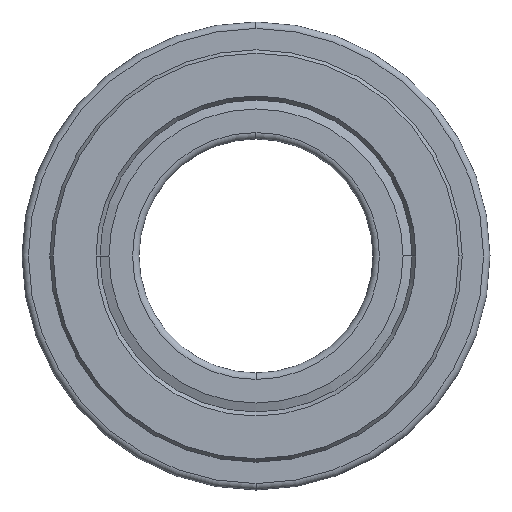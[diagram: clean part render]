
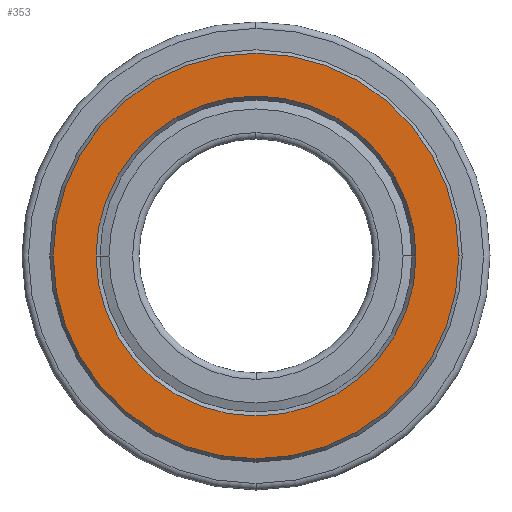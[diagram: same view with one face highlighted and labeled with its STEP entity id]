
A CAD part, left-side view. The second image highlights one B-rep face of the part: STEP entity #353.
In plain terms, the highlighted planar face has unit normal (-1, 0, 0).
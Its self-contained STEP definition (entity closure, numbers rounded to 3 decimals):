
#353=ADVANCED_FACE('',(#987,#988),#989,.T.);
#987=FACE_OUTER_BOUND('',#1650,.T.);
#988=FACE_BOUND('',#1651,.T.);
#989=PLANE('',#1652);
#1650=EDGE_LOOP('',(#3898,#3899));
#1651=EDGE_LOOP('',(#3900,#3901));
#1652=AXIS2_PLACEMENT_3D('',#3902,#3903,#3904);
#3898=ORIENTED_EDGE('',*,*,#4754,.F.);
#3899=ORIENTED_EDGE('',*,*,#4784,.F.);
#3900=ORIENTED_EDGE('',*,*,#4783,.T.);
#3901=ORIENTED_EDGE('',*,*,#4757,.T.);
#3902=CARTESIAN_POINT('',(0.,31.006,0.0));
#3903=DIRECTION('',(-1.0,0.0,0.0));
#3904=DIRECTION('',(0.0,-1.0,0.0));
#4754=EDGE_CURVE('',#5989,#5991,#5992,.T.);
#4757=EDGE_CURVE('',#5997,#5994,#5998,.T.);
#4783=EDGE_CURVE('',#5994,#5997,#6037,.T.);
#4784=EDGE_CURVE('',#5991,#5989,#6038,.T.);
#5989=VERTEX_POINT('',#11658);
#5991=VERTEX_POINT('',#11661);
#5992=CIRCLE('',#11662,34.663);
#5994=VERTEX_POINT('',#11665);
#5997=VERTEX_POINT('',#11669);
#5998=CIRCLE('',#11670,27.349);
#6037=CIRCLE('',#11720,27.349);
#6038=CIRCLE('',#11721,34.663);
#11658=CARTESIAN_POINT('',(0.,34.663,0.0));
#11661=CARTESIAN_POINT('',(0.,-34.663,0.));
#11662=AXIS2_PLACEMENT_3D('',#13169,#13170,#13171);
#11665=CARTESIAN_POINT('',(0.,27.349,0.0));
#11669=CARTESIAN_POINT('',(0.,-27.349,0.));
#11670=AXIS2_PLACEMENT_3D('',#13174,#13175,#13176);
#11720=AXIS2_PLACEMENT_3D('',#13230,#13231,#13232);
#11721=AXIS2_PLACEMENT_3D('',#13233,#13234,#13235);
#13169=CARTESIAN_POINT('',(0.,0.0,0.0));
#13170=DIRECTION('',(1.0,0.0,0.0));
#13171=DIRECTION('',(0.0,1.0,0.0));
#13174=CARTESIAN_POINT('',(0.,0.0,0.0));
#13175=DIRECTION('',(1.0,0.0,0.0));
#13176=DIRECTION('',(0.0,1.0,0.0));
#13230=CARTESIAN_POINT('',(0.,0.0,0.0));
#13231=DIRECTION('',(1.0,0.0,0.0));
#13232=DIRECTION('',(0.0,1.0,0.0));
#13233=CARTESIAN_POINT('',(0.,0.0,0.0));
#13234=DIRECTION('',(1.0,0.0,0.0));
#13235=DIRECTION('',(0.0,1.0,0.0));
